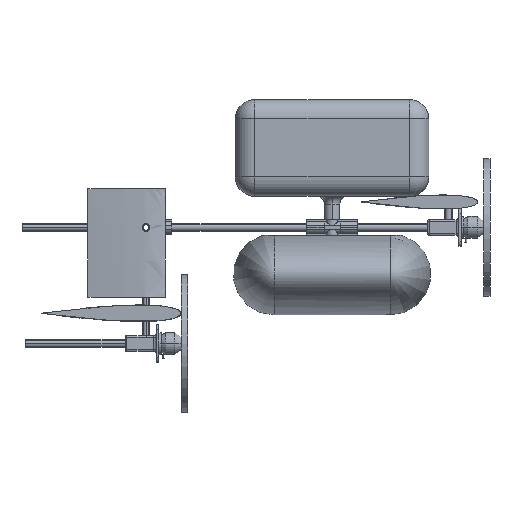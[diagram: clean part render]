
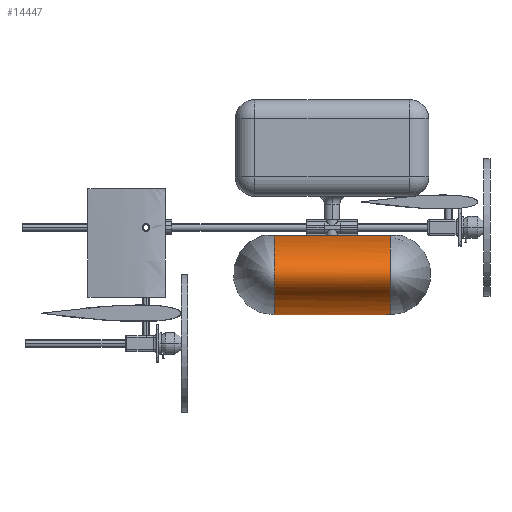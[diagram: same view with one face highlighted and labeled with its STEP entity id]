
A CAD part, front view. The second image highlights one B-rep face of the part: STEP entity #14447.
In plain terms, the highlighted face is a extrusion surface.
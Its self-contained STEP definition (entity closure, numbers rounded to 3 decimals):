
#14277=CARTESIAN_POINT('',(0.,-150.,0.));
#14278=CARTESIAN_POINT('',(0.,-150.,-3.436));
#14279=CARTESIAN_POINT('',(0.,-148.066,-10.308));
#14280=CARTESIAN_POINT('',(0.,-139.475,-20.22));
#14281=CARTESIAN_POINT('',(0.,-125.524,-29.355));
#14282=CARTESIAN_POINT('',(0.,-106.75,-37.363));
#14283=CARTESIAN_POINT('',(0.,-83.872,-43.933));
#14284=CARTESIAN_POINT('',(0.,-49.075,-50.447));
#14285=CARTESIAN_POINT('',(0.,0.,-53.869));
#14286=CARTESIAN_POINT('',(0.,49.075,-50.447));
#14287=CARTESIAN_POINT('',(0.,83.872,-43.933));
#14288=CARTESIAN_POINT('',(0.,106.75,-37.363));
#14289=CARTESIAN_POINT('',(0.,125.524,-29.355));
#14290=CARTESIAN_POINT('',(0.,139.475,-20.22));
#14291=CARTESIAN_POINT('',(0.,148.066,-10.308));
#14292=CARTESIAN_POINT('',(0.,150.,-3.436));
#14293=CARTESIAN_POINT('',(0.,150.,0.));
#14295=CARTESIAN_POINT('',(0.,150.,0.));
#14296=CARTESIAN_POINT('',(0.,150.,5.646));
#14297=CARTESIAN_POINT('',(0.,144.751,16.936));
#14298=CARTESIAN_POINT('',(0.,121.943,
32.124));
#14299=CARTESIAN_POINT('',(0.,86.553,
43.998));
#14300=CARTESIAN_POINT('',(0.,57.008,
48.888));
#14301=CARTESIAN_POINT('',(0.,41.507,50.45));
#14303=DIRECTION('',(1.,0.,0.));
#14304=VECTOR('',#14303,150.);
#14305=CARTESIAN_POINT('',(-150.,41.507,50.45));
#14306=LINE('',#14305,#14304);
#14307=CARTESIAN_POINT('',(-150.,41.507,50.45));
#14308=CARTESIAN_POINT('',(-150.,57.008,48.888));
#14309=CARTESIAN_POINT('',(-150.,86.553,43.998));
#14310=CARTESIAN_POINT('',(-150.,121.943,32.124));
#14311=CARTESIAN_POINT('',(-150.,144.751,16.936));
#14312=CARTESIAN_POINT('',(-150.,150.,5.646));
#14313=CARTESIAN_POINT('',(-150.,150.,0.));
#14315=CARTESIAN_POINT('',(-150.,150.,0.));
#14316=CARTESIAN_POINT('',(-150.,150.,-3.436));
#14317=CARTESIAN_POINT('',(-150.,148.066,-10.308));
#14318=CARTESIAN_POINT('',(-150.,139.475,-20.22));
#14319=CARTESIAN_POINT('',(-150.,125.524,-29.355));
#14320=CARTESIAN_POINT('',(-150.,106.75,-37.363));
#14321=CARTESIAN_POINT('',(-150.,83.872,-43.933));
#14322=CARTESIAN_POINT('',(-150.,49.075,-50.447));
#14323=CARTESIAN_POINT('',(-150.,0.,-53.869));
#14324=CARTESIAN_POINT('',(-150.,-49.075,-50.447));
#14325=CARTESIAN_POINT('',(-150.,-83.872,-43.933));
#14326=CARTESIAN_POINT('',(-150.,-106.75,-37.363));
#14327=CARTESIAN_POINT('',(-150.,-125.524,-29.355));
#14328=CARTESIAN_POINT('',(-150.,-139.475,-20.22));
#14329=CARTESIAN_POINT('',(-150.,-148.066,-10.308));
#14330=CARTESIAN_POINT('',(-150.,-150.,-3.436));
#14331=CARTESIAN_POINT('',(-150.,-150.,0.));
#14333=CARTESIAN_POINT('',(-150.,-150.,0.));
#14334=CARTESIAN_POINT('',(-150.,-150.,5.646));
#14335=CARTESIAN_POINT('',(-150.,-144.751,16.936));
#14336=CARTESIAN_POINT('',(-150.,-121.943,32.124));
#14337=CARTESIAN_POINT('',(-150.,-86.553,43.998));
#14338=CARTESIAN_POINT('',(-150.,-57.008,48.888));
#14339=CARTESIAN_POINT('',(-150.,-41.507,50.45));
#14341=DIRECTION('',(1.,0.,0.));
#14342=VECTOR('',#14341,150.);
#14343=CARTESIAN_POINT('',(-150.,-41.507,50.45));
#14344=LINE('',#14343,#14342);
#14345=CARTESIAN_POINT('',(0.,-41.507,50.45));
#14346=CARTESIAN_POINT('',(0.,-57.008,
48.888));
#14347=CARTESIAN_POINT('',(0.,-86.553,
43.998));
#14348=CARTESIAN_POINT('',(0.,-121.943,32.124));
#14349=CARTESIAN_POINT('',(0.,-144.751,16.936));
#14350=CARTESIAN_POINT('',(0.,-150.,5.646));
#14351=CARTESIAN_POINT('',(0.,-150.,0.));
#14409=CARTESIAN_POINT('',(-150.,-41.507,50.45));
#14410=CARTESIAN_POINT('',(0.,-41.507,50.45));
#14411=VERTEX_POINT('',#14409);
#14412=VERTEX_POINT('',#14410);
#14413=CARTESIAN_POINT('',(-150.,41.507,50.45));
#14414=CARTESIAN_POINT('',(0.,41.507,50.45));
#14415=VERTEX_POINT('',#14413);
#14416=VERTEX_POINT('',#14414);
#14417=VERTEX_POINT('',#14295);
#14418=VERTEX_POINT('',#14351);
#14419=VERTEX_POINT('',#14313);
#14420=VERTEX_POINT('',#14333);
#14421=CARTESIAN_POINT('',(0.,0.,0.));
#14422=DIRECTION('',(1.,0.,0.));
#14423=DIRECTION('',(0.,0.,1.));
#14424=AXIS2_PLACEMENT_3D('',#14421,#14422,#14423);
#14426=DIRECTION('',(1.,0.,0.));
#14427=VECTOR('',#14426,1.);
#14428=SURFACE_OF_LINEAR_EXTRUSION('',#14425,#14427);
#14430=ORIENTED_EDGE('',*,*,#14429,.T.);
#14432=ORIENTED_EDGE('',*,*,#14431,.T.);
#14434=ORIENTED_EDGE('',*,*,#14433,.F.);
#14436=ORIENTED_EDGE('',*,*,#14435,.T.);
#14438=ORIENTED_EDGE('',*,*,#14437,.T.);
#14440=ORIENTED_EDGE('',*,*,#14439,.T.);
#14442=ORIENTED_EDGE('',*,*,#14441,.T.);
#14444=ORIENTED_EDGE('',*,*,#14443,.T.);
#14445=EDGE_LOOP('',(#14430,#14432,#14434,#14436,#14438,#14440,#14442,#14444));
#14446=FACE_OUTER_BOUND('',#14445,.F.);
#14447=ADVANCED_FACE('',(#14446),#14428,.T.);
#14294=B_SPLINE_CURVE_WITH_KNOTS('',3,(#14277,#14278,#14279,#14280,#14281,
#14282,#14283,#14284,#14285,#14286,#14287,#14288,#14289,#14290,#14291,#14292,
#14293),.UNSPECIFIED.,.F.,.F.,(4,1,1,1,1,1,1,1,1,1,1,1,1,1,4),(0.,0.063,
0.125,0.188,0.25,0.313,0.375,0.5,0.625,0.688,0.75,0.813,
0.875,0.938,1.),.UNSPECIFIED.);
#14302=B_SPLINE_CURVE_WITH_KNOTS('',3,(#14295,#14296,#14297,#14298,#14299,
#14300,#14301),.UNSPECIFIED.,.F.,.F.,(4,1,1,1,4),(0.,0.25,0.5,0.75,
1.),.UNSPECIFIED.);
#14314=B_SPLINE_CURVE_WITH_KNOTS('',3,(#14307,#14308,#14309,#14310,#14311,
#14312,#14313),.UNSPECIFIED.,.F.,.F.,(4,1,1,1,4),(0.,0.25,0.5,0.75,
1.),.UNSPECIFIED.);
#14332=B_SPLINE_CURVE_WITH_KNOTS('',3,(#14315,#14316,#14317,#14318,#14319,
#14320,#14321,#14322,#14323,#14324,#14325,#14326,#14327,#14328,#14329,#14330,
#14331),.UNSPECIFIED.,.F.,.F.,(4,1,1,1,1,1,1,1,1,1,1,1,1,1,4),(0.,0.063,
0.125,0.188,0.25,0.313,0.375,0.5,0.625,0.688,0.75,0.813,
0.875,0.938,1.),.UNSPECIFIED.);
#14340=B_SPLINE_CURVE_WITH_KNOTS('',3,(#14333,#14334,#14335,#14336,#14337,
#14338,#14339),.UNSPECIFIED.,.F.,.F.,(4,1,1,1,4),(0.,0.25,0.5,0.75,
1.),.UNSPECIFIED.);
#14352=B_SPLINE_CURVE_WITH_KNOTS('',3,(#14345,#14346,#14347,#14348,#14349,
#14350,#14351),.UNSPECIFIED.,.F.,.F.,(4,1,1,1,4),(0.,0.25,0.5,0.75,
1.),.UNSPECIFIED.);
#14425=ELLIPSE('',#14424,52.5,150.);
#14429=EDGE_CURVE('',#14418,#14417,#14294,.T.);
#14431=EDGE_CURVE('',#14417,#14416,#14302,.T.);
#14433=EDGE_CURVE('',#14415,#14416,#14306,.T.);
#14435=EDGE_CURVE('',#14415,#14419,#14314,.T.);
#14437=EDGE_CURVE('',#14419,#14420,#14332,.T.);
#14439=EDGE_CURVE('',#14420,#14411,#14340,.T.);
#14441=EDGE_CURVE('',#14411,#14412,#14344,.T.);
#14443=EDGE_CURVE('',#14412,#14418,#14352,.T.);
